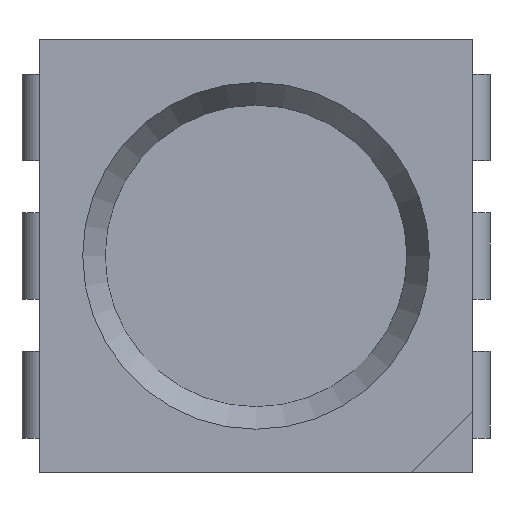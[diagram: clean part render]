
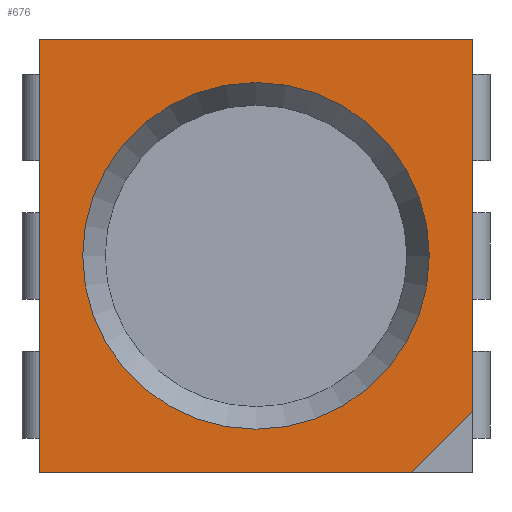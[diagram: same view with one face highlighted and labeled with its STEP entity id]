
A CAD part, top view. The second image highlights one B-rep face of the part: STEP entity #676.
In plain terms, the highlighted planar face has unit normal (0, 0, 1).
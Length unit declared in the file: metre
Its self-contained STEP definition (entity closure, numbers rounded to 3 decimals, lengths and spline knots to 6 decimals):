
#31=CIRCLE('',#803,0.002);
#57=ORIENTED_EDGE('',*,*,#240,.F.);
#58=ORIENTED_EDGE('',*,*,#231,.F.);
#59=ORIENTED_EDGE('',*,*,#241,.T.);
#60=ORIENTED_EDGE('',*,*,#238,.T.);
#61=ORIENTED_EDGE('',*,*,#242,.T.);
#62=ORIENTED_EDGE('',*,*,#243,.F.);
#231=EDGE_CURVE('',#323,#324,#385,.T.);
#238=EDGE_CURVE('',#330,#329,#392,.T.);
#240=EDGE_CURVE('',#331,#331,#31,.T.);
#241=EDGE_CURVE('',#323,#330,#394,.T.);
#242=EDGE_CURVE('',#329,#332,#395,.T.);
#243=EDGE_CURVE('',#324,#332,#396,.T.);
#323=VERTEX_POINT('',#1084);
#324=VERTEX_POINT('',#1086);
#329=VERTEX_POINT('',#1098);
#330=VERTEX_POINT('',#1100);
#331=VERTEX_POINT('',#1104);
#332=VERTEX_POINT('',#1107);
#385=LINE('',#1085,#463);
#392=LINE('',#1099,#470);
#394=LINE('',#1105,#472);
#395=LINE('',#1106,#473);
#396=LINE('',#1108,#474);
#463=VECTOR('',#872,1.);
#470=VECTOR('',#881,1.);
#472=VECTOR('',#887,1.);
#473=VECTOR('',#888,1.);
#474=VECTOR('',#889,1.);
#541=EDGE_LOOP('',(#57));
#542=EDGE_LOOP('',(#58,#59,#60,#61,#62));
#589=FACE_BOUND('',#541,.T.);
#590=FACE_BOUND('',#542,.T.);
#637=PLANE('',#802);
#676=ADVANCED_FACE('',(#589,#590),#637,.F.);
#802=AXIS2_PLACEMENT_3D('',#1102,#883,#884);
#803=AXIS2_PLACEMENT_3D('',#1103,#885,#886);
#872=DIRECTION('',(-1.,0.,0.));
#881=DIRECTION('',(0.,1.,0.));
#883=DIRECTION('',(0.,0.,-1.));
#884=DIRECTION('',(-1.,0.,0.));
#885=DIRECTION('',(0.,0.,1.));
#886=DIRECTION('',(1.,0.,0.));
#887=DIRECTION('',(0.707,0.707,0.));
#888=DIRECTION('',(-1.,0.,0.));
#889=DIRECTION('',(0.,1.,0.));
#1084=CARTESIAN_POINT('',(0.001793,-0.0025,0.0016));
#1085=CARTESIAN_POINT('',(0.,-0.0025,0.0016));
#1086=CARTESIAN_POINT('',(-0.0025,-0.0025,0.0016));
#1098=CARTESIAN_POINT('',(0.0025,0.0025,0.0016));
#1099=CARTESIAN_POINT('',(0.0025,-0.0025,0.0016));
#1100=CARTESIAN_POINT('',(0.0025,-0.001793,0.0016));
#1102=CARTESIAN_POINT('',(0.,-0.0025,0.0016));
#1103=CARTESIAN_POINT('',(0.,0.,0.0016));
#1104=CARTESIAN_POINT('',(0.002,0.,0.0016));
#1105=CARTESIAN_POINT('',(0.002146,-0.002146,0.0016));
#1106=CARTESIAN_POINT('',(0.,0.0025,0.0016));
#1107=CARTESIAN_POINT('',(-0.0025,0.0025,0.0016));
#1108=CARTESIAN_POINT('',(-0.0025,-0.0025,0.0016));
